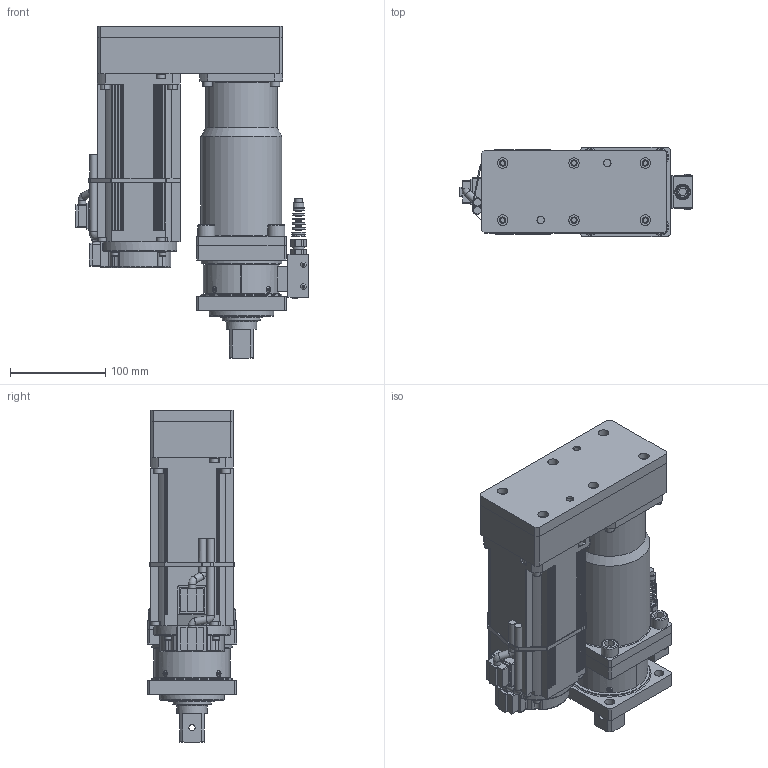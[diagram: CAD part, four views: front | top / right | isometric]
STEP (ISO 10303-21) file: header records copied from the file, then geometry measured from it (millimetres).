
FILE_DESCRIPTION(/* description */ (''),/* implementation_level */ '2;1');
FILE_NAME(/* name */ 'CFT-802RM4J-SU(DS-N074)_OUTLINE_20220929.stp',/* time_stamp */ '2022-09-29T16:39:52+09:00',/* author */ ('Fumiaki-Teruyama'),/* organization */ (''),/* preprocessor_version */ 'ST-DEVELOPER v18.1',/* originating_system */ 'Autodesk Inventor 2021',/* authorisation */ '');
FILE_SCHEMA (('AUTOMOTIVE_DESIGN { 1 0 10303 214 3 1 1 }'));
Length unit declared in the file: millimetre
Products named in the file (1): CFT-802RM4J-SU(DS-N074)_ASSY
Bounding box: 244.2 x 94 x 349 mm (x, y, z)
Volume: 3660606.4 mm3; surface area: 333159 mm2
Topology: 13 solids, 13 shells, 1172 faces, 3143 edges, 2021 vertices
Faces by surface type: plane 714, cylinder 315, torus 73, cone 58, sphere 12
Full cylindrical faces by diameter (mm): 2.459 x5, 2.5 x4, 3 x9, 3.5 x1, 4 x6, 5 x6, 5.7 x9, 6.5 x5, 6.6 x6, 7 x9, 7.5 x4, 7.9 x2, 8 x9, 8.5 x8, 9 x3, 10 x4, 10.25 x8, 11 x6, 12 x2, 12.5 x1, 13 x1, 16.6 x1, 18 x4, 32 x1, 38 x1, 40 x2, 48.96 x1, 58.748 x1, 61.529 x1, 68 x1
Entity records: 38071 total; most frequent: CARTESIAN_POINT 7159, ORIENTED_EDGE 6208, DIRECTION 6196, EDGE_CURVE 3104, AXIS2_PLACEMENT_3D 2111, VERTEX_POINT 2021, LINE 1974, VECTOR 1974
